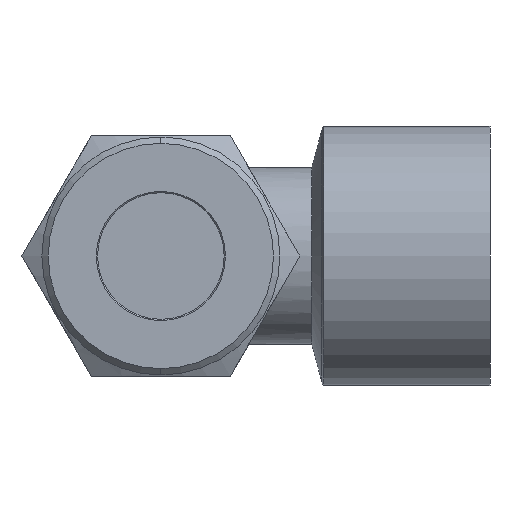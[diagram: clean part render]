
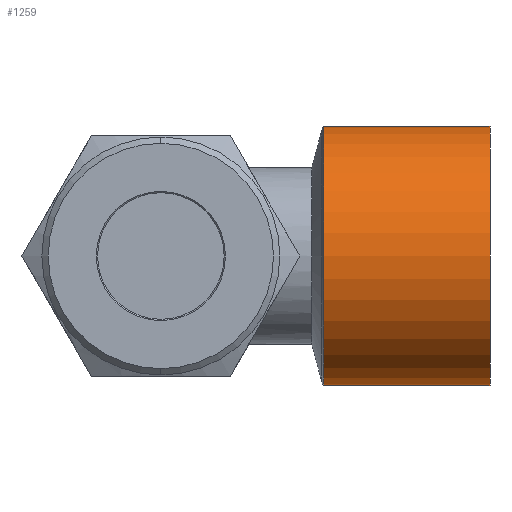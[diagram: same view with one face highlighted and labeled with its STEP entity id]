
A CAD part, left-side view. The second image highlights one B-rep face of the part: STEP entity #1259.
In plain terms, the highlighted cylindrical face has radius 10.25 mm (diameter 20.5 mm), a partial arc.
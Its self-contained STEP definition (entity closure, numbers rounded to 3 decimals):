
#85 = EDGE_LOOP ( 'NONE', ( #1931, #1932, #1933, #1934 ) ) ;
#244 = CARTESIAN_POINT ( 'NONE',  ( 0., 1., 10.25 ) ) ;
#247 = CARTESIAN_POINT ( 'NONE',  ( 0., 1., -10.25 ) ) ;
#250 = CARTESIAN_POINT ( 'NONE',  ( 0., 14.148, -10.25 ) ) ;
#251 = CARTESIAN_POINT ( 'NONE',  ( 0., 14.148, 10.25 ) ) ;
#343 = EDGE_CURVE ( 'NONE', #1843, #1842, #2611, .T. ) ;
#356 = EDGE_CURVE ( 'NONE', #1839, #1836, #2629, .T. ) ;
#402 = EDGE_CURVE ( 'NONE', #1836, #1843, #921, .T. ) ;
#404 = EDGE_CURVE ( 'NONE', #1839, #1842, #918, .T. ) ;
#571 = AXIS2_PLACEMENT_3D ( 'NONE', #835, #836, #837 ) ;
#579 = AXIS2_PLACEMENT_3D ( 'NONE', #715, #716, #717 ) ;
#715 = CARTESIAN_POINT ( 'NONE',  ( 0., 1., 0. ) ) ;
#716 = DIRECTION ( 'NONE',  ( 0., 1., 0. ) ) ;
#717 = DIRECTION ( 'NONE',  ( 0., 0., 1. ) ) ;
#835 = CARTESIAN_POINT ( 'NONE',  ( 0., 14.148, 0. ) ) ;
#836 = DIRECTION ( 'NONE',  ( 0., -1., 0. ) ) ;
#837 = DIRECTION ( 'NONE',  ( 0., 0., -1. ) ) ;
#918 = LINE ( 'NONE', #3040, #926 ) ;
#921 = LINE ( 'NONE', #3029, #923 ) ;
#923 = VECTOR ( 'NONE', #3028, 1000. ) ;
#926 = VECTOR ( 'NONE', #3034, 1000. ) ;
#1259 = ADVANCED_FACE ( 'NONE', ( #1427 ), #1430, .T. ) ;
#1427 = FACE_OUTER_BOUND ( 'NONE', #85, .T. ) ;
#1430 = CYLINDRICAL_SURFACE ( 'NONE', #1526, 10.25 ) ;
#1526 = AXIS2_PLACEMENT_3D ( 'NONE', #1655, #1651, #1652 ) ;
#1651 = DIRECTION ( 'NONE',  ( 0., 1., 0. ) ) ;
#1652 = DIRECTION ( 'NONE',  ( 0., 0., 1. ) ) ;
#1655 = CARTESIAN_POINT ( 'NONE',  ( 0., 7.73, 0. ) ) ;
#1836 = VERTEX_POINT ( 'NONE', #244 ) ;
#1839 = VERTEX_POINT ( 'NONE', #247 ) ;
#1842 = VERTEX_POINT ( 'NONE', #250 ) ;
#1843 = VERTEX_POINT ( 'NONE', #251 ) ;
#1931 = ORIENTED_EDGE ( 'NONE', *, *, #404, .F. ) ;
#1932 = ORIENTED_EDGE ( 'NONE', *, *, #356, .T. ) ;
#1933 = ORIENTED_EDGE ( 'NONE', *, *, #402, .T. ) ;
#1934 = ORIENTED_EDGE ( 'NONE', *, *, #343, .T. ) ;
#2611 = CIRCLE ( 'NONE', #571, 10.25 ) ;
#2629 = CIRCLE ( 'NONE', #579, 10.25 ) ;
#3028 = DIRECTION ( 'NONE',  ( 0., 1., 0. ) ) ;
#3029 = CARTESIAN_POINT ( 'NONE',  ( 0., 7.73, 10.25 ) ) ;
#3034 = DIRECTION ( 'NONE',  ( 0., 1., 0. ) ) ;
#3040 = CARTESIAN_POINT ( 'NONE',  ( 0., 7.73, -10.25 ) ) ;
